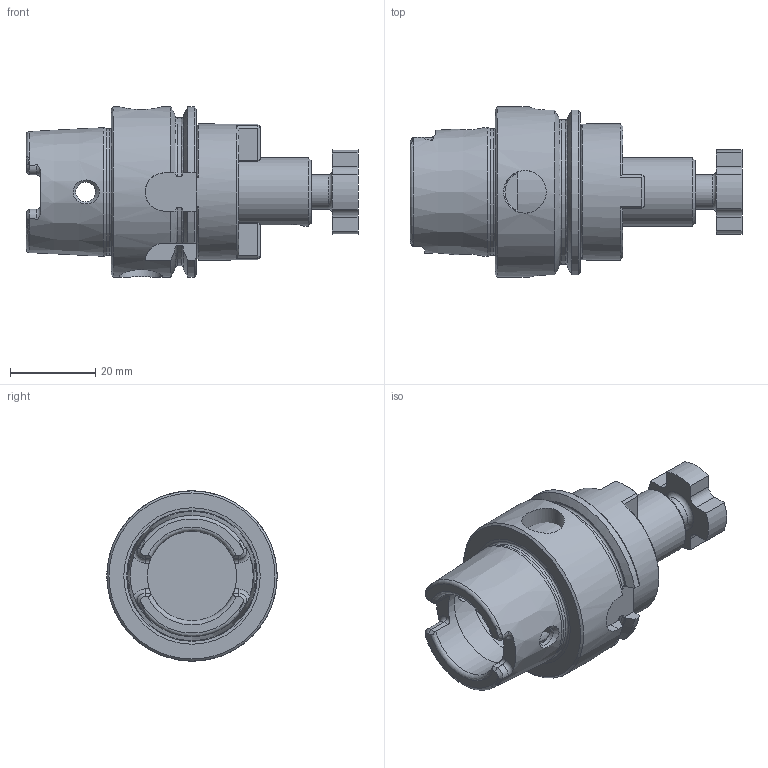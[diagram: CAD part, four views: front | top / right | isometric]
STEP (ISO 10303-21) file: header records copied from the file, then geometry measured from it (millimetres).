
FILE_DESCRIPTION( ( 'Unknown' ), '1' );
FILE_NAME( '254041600-A.stp', 'Unknown', ( 'Unknown' ), ( 'Unknown' ), 'PSStep 15.0.49', 'Unknown', ' ' );
FILE_SCHEMA( ( 'AUTOMOTIVE_DESIGN { 1 0 10303 214 1 1 1 1 }' ) );
Length unit declared in the file: millimetre
Products named in the file (4): 1; 2; 3; 4
Bounding box: 78 x 40 x 40 mm (x, y, z)
Volume: 48517.9 mm3; surface area: 19423.3 mm2
Topology: 4 solids, 4 shells, 264 faces, 673 edges, 418 vertices
Faces by surface type: plane 135, cylinder 52, cone 49, torus 24, bspline 4
Full cylindrical faces by diameter (mm): 4.6 x2, 5 x1, 6.647 x1, 8 x1, 8.4 x1, 10 x2, 10.917 x1, 13 x1, 15.6 x1, 16 x2, 21 x2, 25.5 x1, 29.8 x1, 32 x2, 40 x1
Entity records: 10686 total; most frequent: CARTESIAN_POINT 2728, ORIENTED_EDGE 1194, DIRECTION 1149, EDGE_CURVE 597, AXIS2_PLACEMENT_3D 445, VERTEX_POINT 393, EDGE_LOOP 320, FACE_OUTER_BOUND 293
